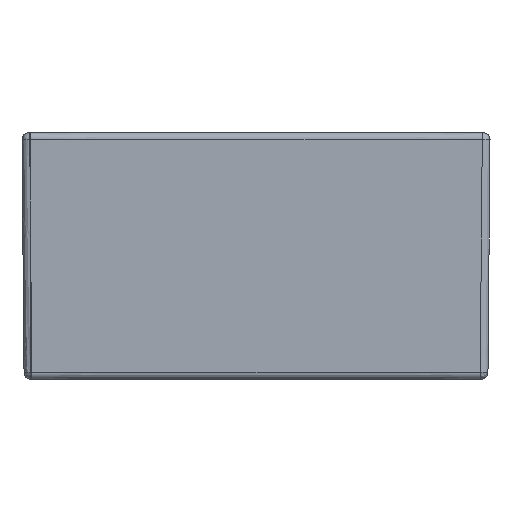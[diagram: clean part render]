
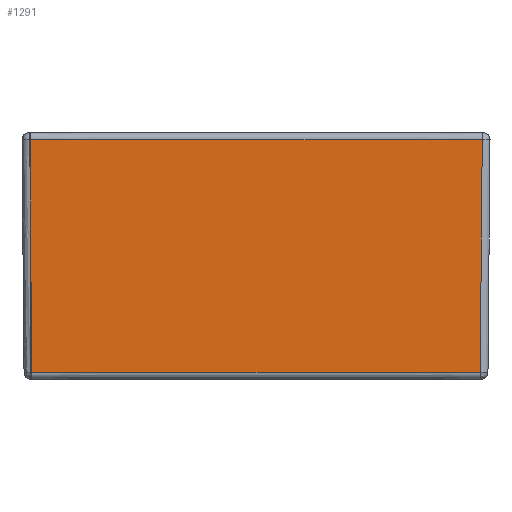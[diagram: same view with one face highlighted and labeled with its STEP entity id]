
A CAD part, left-side view. The second image highlights one B-rep face of the part: STEP entity #1291.
In plain terms, the highlighted free-form (B-spline) face has degree [1, 3] with [2, 4] control points.
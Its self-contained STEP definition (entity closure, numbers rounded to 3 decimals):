
#251=B_SPLINE_SURFACE_WITH_KNOTS('',1,3,((#9433,#9434,#9435,#9436),(#9437,
#9438,#9439,#9440)),.UNSPECIFIED.,.F.,.F.,.F.,(2,2),(4,4),(0.,1.),(0.,1.),
 .UNSPECIFIED.);
#565=FACE_OUTER_BOUND('',#2082,.T.);
#987=LINE('',#9403,#1134);
#1134=VECTOR('',#7029,1.);
#1291=ADVANCED_FACE('',(#565),#251,.T.);
#2082=EDGE_LOOP('',(#2603,#2604,#2605,#2606,#2607));
#2603=ORIENTED_EDGE('',*,*,#5116,.T.);
#2604=ORIENTED_EDGE('',*,*,#5117,.T.);
#2605=ORIENTED_EDGE('',*,*,#5118,.T.);
#2606=ORIENTED_EDGE('',*,*,#5119,.T.);
#2607=ORIENTED_EDGE('',*,*,#5120,.T.);
#4510=VERTEX_POINT('',#8427);
#4548=VERTEX_POINT('',#9401);
#4549=VERTEX_POINT('',#9402);
#4550=VERTEX_POINT('',#9414);
#4551=VERTEX_POINT('',#9419);
#5116=EDGE_CURVE('',#4548,#4549,#6087,.T.);
#5117=EDGE_CURVE('',#4549,#4510,#987,.T.);
#5118=EDGE_CURVE('',#4510,#4550,#6088,.T.);
#5119=EDGE_CURVE('',#4550,#4551,#6089,.T.);
#5120=EDGE_CURVE('',#4551,#4548,#6090,.T.);
#6087=B_SPLINE_CURVE_WITH_KNOTS('',3,(#9397,#9398,#9399,#9400),
 .UNSPECIFIED.,.F.,.F.,(4,4),(0.,1.),.UNSPECIFIED.);
#6088=B_SPLINE_CURVE_WITH_KNOTS('',3,(#9404,#9405,#9406,#9407,#9408,#9409,
#9410,#9411,#9412,#9413),.UNSPECIFIED.,.F.,.F.,(4,3,3,4),(0.,0.468,
0.934,1.),.UNSPECIFIED.);
#6089=B_SPLINE_CURVE_WITH_KNOTS('',3,(#9415,#9416,#9417,#9418),
 .UNSPECIFIED.,.F.,.F.,(4,4),(0.,1.),.UNSPECIFIED.);
#6090=B_SPLINE_CURVE_WITH_KNOTS('',3,(#9420,#9421,#9422,#9423,#9424,#9425,
#9426,#9427,#9428,#9429,#9430,#9431,#9432),.UNSPECIFIED.,.F.,.F.,(4,3,3,
3,4),(0.,0.038,0.304,0.838,1.),
 .UNSPECIFIED.);
#7029=DIRECTION('',(0.009,0.,-1.));
#8427=CARTESIAN_POINT('',(-448.022,196.237,-123.783));
#9397=CARTESIAN_POINT('',(-448.917,-269.336,-21.143));
#9398=CARTESIAN_POINT('',(-448.917,-114.145,-21.143));
#9399=CARTESIAN_POINT('',(-448.917,41.046,-21.143));
#9400=CARTESIAN_POINT('',(-448.917,196.237,-21.143));
#9401=CARTESIAN_POINT('',(-448.917,-269.336,-21.143));
#9402=CARTESIAN_POINT('',(-448.917,196.237,-21.143));
#9403=CARTESIAN_POINT('',(-447.87,196.237,-141.143));
#9404=CARTESIAN_POINT('',(-448.022,196.237,-123.783));
#9405=CARTESIAN_POINT('',(-447.835,196.05,-145.218));
#9406=CARTESIAN_POINT('',(-447.648,195.863,-166.653));
#9407=CARTESIAN_POINT('',(-447.46,195.676,-188.088));
#9408=CARTESIAN_POINT('',(-447.274,195.49,-209.42));
#9409=CARTESIAN_POINT('',(-447.088,195.304,-230.752));
#9410=CARTESIAN_POINT('',(-446.902,195.118,-252.083));
#9411=CARTESIAN_POINT('',(-446.876,195.091,-255.103));
#9412=CARTESIAN_POINT('',(-446.849,195.065,-258.123));
#9413=CARTESIAN_POINT('',(-446.823,195.039,-261.143));
#9414=CARTESIAN_POINT('',(-446.823,195.039,-261.143));
#9415=CARTESIAN_POINT('',(-446.823,195.039,-261.143));
#9416=CARTESIAN_POINT('',(-446.823,40.945,-261.143));
#9417=CARTESIAN_POINT('',(-446.823,-113.148,-261.143));
#9418=CARTESIAN_POINT('',(-446.823,-267.241,-261.143));
#9419=CARTESIAN_POINT('',(-446.823,-267.241,-261.143));
#9420=CARTESIAN_POINT('',(-446.823,-267.241,-261.143));
#9421=CARTESIAN_POINT('',(-446.849,-267.267,-258.123));
#9422=CARTESIAN_POINT('',(-446.876,-267.294,-255.103));
#9423=CARTESIAN_POINT('',(-446.902,-267.32,-252.083));
#9424=CARTESIAN_POINT('',(-447.088,-267.506,-230.752));
#9425=CARTESIAN_POINT('',(-447.274,-267.693,-209.42));
#9426=CARTESIAN_POINT('',(-447.46,-267.879,-188.088));
#9427=CARTESIAN_POINT('',(-447.833,-268.251,-145.425));
#9428=CARTESIAN_POINT('',(-448.205,-268.623,-102.762));
#9429=CARTESIAN_POINT('',(-448.577,-268.996,-60.098));
#9430=CARTESIAN_POINT('',(-448.691,-269.109,-47.113));
#9431=CARTESIAN_POINT('',(-448.804,-269.222,-34.128));
#9432=CARTESIAN_POINT('',(-448.917,-269.336,-21.143));
#9433=CARTESIAN_POINT('',(-446.319,-281.32,-318.882));
#9434=CARTESIAN_POINT('',(-446.319,-117.79,-318.882));
#9435=CARTESIAN_POINT('',(-446.319,45.74,-318.882));
#9436=CARTESIAN_POINT('',(-446.319,209.27,-318.882));
#9437=CARTESIAN_POINT('',(-448.979,-281.32,-14.082));
#9438=CARTESIAN_POINT('',(-448.979,-117.79,-14.082));
#9439=CARTESIAN_POINT('',(-448.979,45.74,-14.082));
#9440=CARTESIAN_POINT('',(-448.979,209.27,-14.082));
